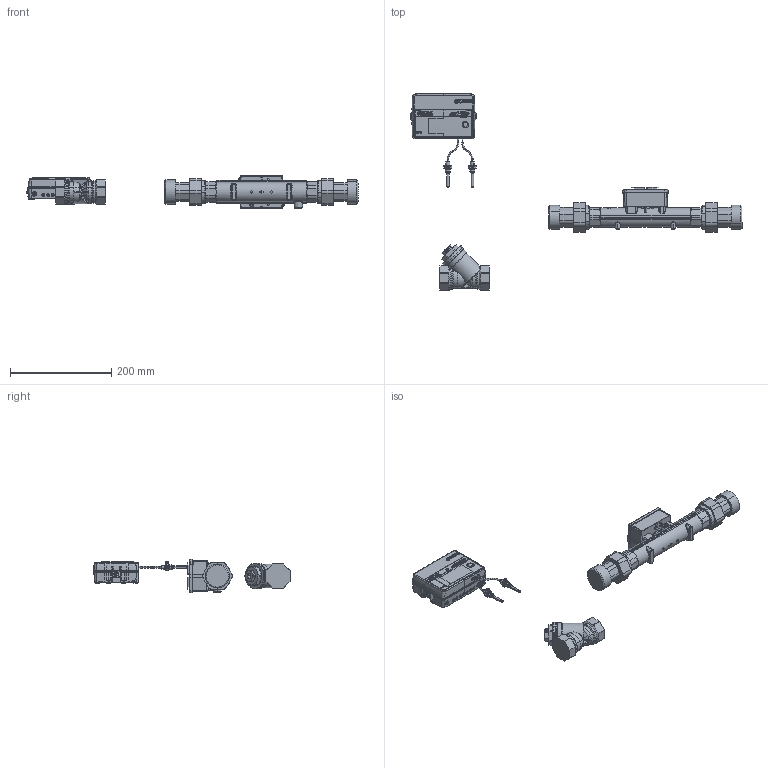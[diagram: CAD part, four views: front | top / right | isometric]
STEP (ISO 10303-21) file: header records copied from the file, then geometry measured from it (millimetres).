
FILE_DESCRIPTION(('CATIA V5 STEP Exchange','CAx-IF Rec.Pracs.--- Model Styling and Organization---1.5--- 2016-08-15','CAx-IF Rec.Pracs.---Supplemental Geometry---1.0---2011-11-01','CAx-IF Rec.Pracs.--- Composite Materials ---3.4---2017-06-13','CAx-IF Rec.Pracs.---Tessellated 3D Geometry---1.0---2015-12-17'),'2;1');
FILE_NAME('STEP_750708_-_TST.stp','2024-06-10T11:58:55+00:00',('none'),('none'),'CATIA Version 5-6 Release 2020 SP5','CATIA V5 STEP AP242 v2','none');
FILE_SCHEMA(('AP242_MANAGED_MODEL_BASED_3D_ENGINEERING_MIM_LF {1 0 10303 442 1 1 4}'));
Products named in the file (1): 750708 - TST
Bounding box: 657.23 x 388.5 x 65.5 mm (x, y, z)
Volume: 1081554.7 mm3; surface area: 221973.6 mm2
Topology: 11 solids, 70 shells, 7893 faces, 20414 edges, 12561 vertices
Faces by surface type: plane 1834, bspline 1811, cylinder 1747, torus 1020, cone 654, extrusion 583, sphere 232, revolution 12
Entity records: 352505 total; most frequent: CARTESIAN_POINT 187059, ORIENTED_EDGE 39649, DIRECTION 21143, EDGE_CURVE 20144, VERTEX_POINT 12561, AXIS2_PLACEMENT_3D 9396, B_SPLINE_CURVE_WITH_KNOTS 9126, EDGE_LOOP 8242
